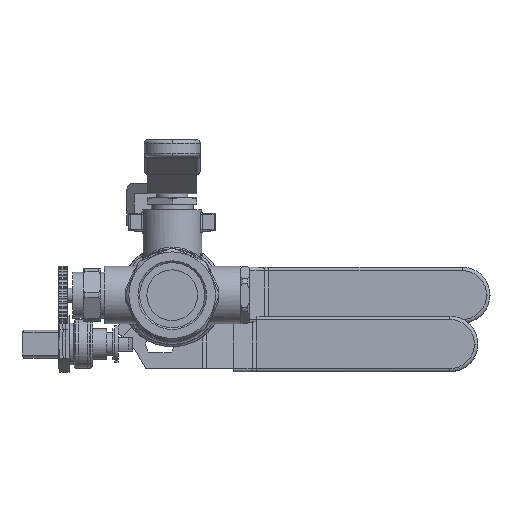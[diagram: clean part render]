
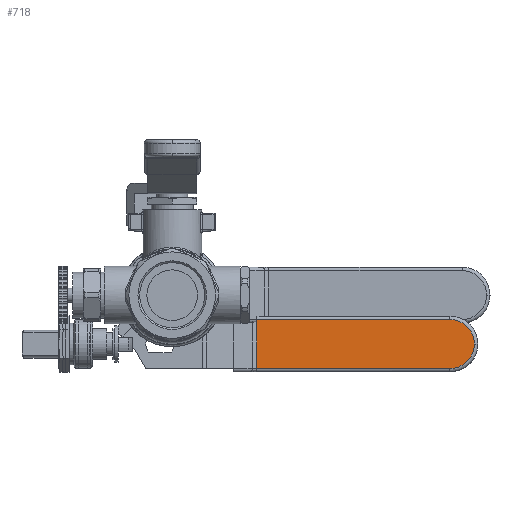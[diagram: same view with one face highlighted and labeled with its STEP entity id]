
A CAD part, front view. The second image highlights one B-rep face of the part: STEP entity #718.
In plain terms, the highlighted planar face has unit normal (0, -1, 0).
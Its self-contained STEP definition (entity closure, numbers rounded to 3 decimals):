
#718 = ADVANCED_FACE( '', ( #1922 ), #1923, .T. );
#1922 = FACE_OUTER_BOUND( '', #3764, .T. );
#1923 = PLANE( '', #3765 );
#3764 = EDGE_LOOP( '', ( #7715, #7716, #7717, #7718, #7719 ) );
#3765 = AXIS2_PLACEMENT_3D( '', #7720, #7721, #7722 );
#7715 = ORIENTED_EDGE( '', *, *, #12058, .F. );
#7716 = ORIENTED_EDGE( '', *, *, #12221, .F. );
#7717 = ORIENTED_EDGE( '', *, *, #12222, .T. );
#7718 = ORIENTED_EDGE( '', *, *, #12223, .T. );
#7719 = ORIENTED_EDGE( '', *, *, #12224, .T. );
#7720 = CARTESIAN_POINT( '', ( 87.5, 39.5, -14. ) );
#7721 = DIRECTION( '', ( 0., -1., 0. ) );
#7722 = DIRECTION( '', ( -1., 0., 0. ) );
#12058 = EDGE_CURVE( '', #13979, #13980, #13981, .T. );
#12221 = EDGE_CURVE( '', #14266, #13979, #14267, .T. );
#12222 = EDGE_CURVE( '', #14266, #14268, #14269, .T. );
#12223 = EDGE_CURVE( '', #14268, #14270, #14271, .T. );
#12224 = EDGE_CURVE( '', #14270, #13980, #14272, .T. );
#13979 = VERTEX_POINT( '', #16952 );
#13980 = VERTEX_POINT( '', #16953 );
#13981 = CIRCLE( '', #16954, 7. );
#14266 = VERTEX_POINT( '', #18091 );
#14267 = CIRCLE( '', #18092, 7. );
#14268 = VERTEX_POINT( '', #18093 );
#14269 = LINE( '', #18094, #18095 );
#14270 = VERTEX_POINT( '', #18096 );
#14271 = LINE( '', #18097, #18098 );
#14272 = LINE( '', #18099, #18100 );
#16952 = CARTESIAN_POINT( '', ( 86.5, 39.5, -14. ) );
#16953 = CARTESIAN_POINT( '', ( 79.5, 39.5, -21. ) );
#16954 = AXIS2_PLACEMENT_3D( '', #23716, #23717, #23718 );
#18091 = CARTESIAN_POINT( '', ( 79.5, 39.5, -7. ) );
#18092 = AXIS2_PLACEMENT_3D( '', #23916, #23917, #23918 );
#18093 = CARTESIAN_POINT( '', ( 24.207, 39.5, -7. ) );
#18094 = CARTESIAN_POINT( '', ( 51.854, 39.5, -7. ) );
#18095 = VECTOR( '', #23919, 1000. );
#18096 = CARTESIAN_POINT( '', ( 24.207, 39.5, -21. ) );
#18097 = CARTESIAN_POINT( '', ( 24.207, 39.5, -14. ) );
#18098 = VECTOR( '', #23920, 1000. );
#18099 = CARTESIAN_POINT( '', ( 51.853, 39.5, -21. ) );
#18100 = VECTOR( '', #23921, 1000. );
#23716 = CARTESIAN_POINT( '', ( 79.5, 39.5, -14. ) );
#23717 = DIRECTION( '', ( 0., 1., 0. ) );
#23718 = DIRECTION( '', ( 1., 0., 0. ) );
#23916 = CARTESIAN_POINT( '', ( 79.5, 39.5, -14. ) );
#23917 = DIRECTION( '', ( 0., 1., 0. ) );
#23918 = DIRECTION( '', ( 0., 0., 1. ) );
#23919 = DIRECTION( '', ( -1., 0., 0. ) );
#23920 = DIRECTION( '', ( 0., 0., -1. ) );
#23921 = DIRECTION( '', ( 1., 0., 0. ) );
